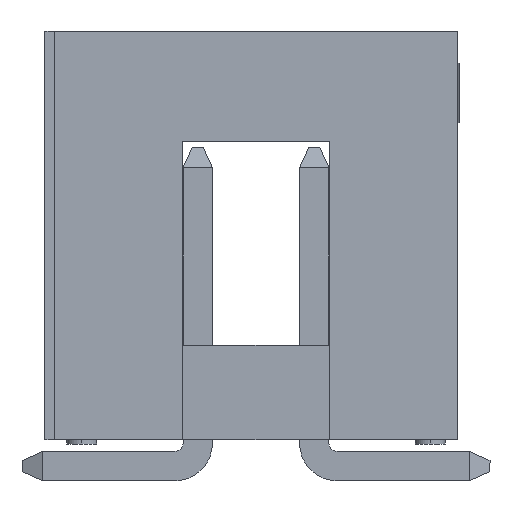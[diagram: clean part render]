
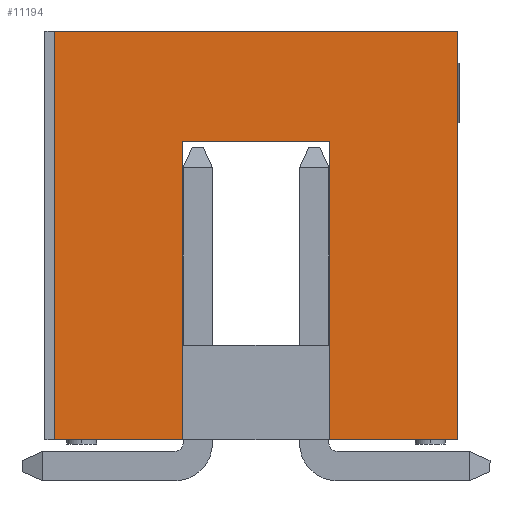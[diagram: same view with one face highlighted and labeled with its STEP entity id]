
A CAD part, front view. The second image highlights one B-rep face of the part: STEP entity #11194.
In plain terms, the highlighted face is planar.
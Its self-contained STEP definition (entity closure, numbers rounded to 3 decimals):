
#692=FACE_OUTER_BOUND('',#1123,.T.);
#1123=EDGE_LOOP('',(#8978,#8979,#8980,#8981,#8982,#8983,#8984,#8985));
#1630=LINE('',#16254,#3374);
#1631=LINE('',#16256,#3375);
#1632=LINE('',#16258,#3376);
#1633=LINE('',#16260,#3377);
#1634=LINE('',#16262,#3378);
#1635=LINE('',#16264,#3379);
#1636=LINE('',#16266,#3380);
#1637=LINE('',#16267,#3381);
#3374=VECTOR('',#13208,3.2);
#3375=VECTOR('',#13209,6.5);
#3376=VECTOR('',#13210,2.8);
#3377=VECTOR('',#13211,8.9);
#3378=VECTOR('',#13212,8.8);
#3379=VECTOR('',#13213,8.9);
#3380=VECTOR('',#13214,2.8);
#3381=VECTOR('',#13215,6.5);
#5122=VERTEX_POINT('',#16252);
#5123=VERTEX_POINT('',#16253);
#5124=VERTEX_POINT('',#16255);
#5125=VERTEX_POINT('',#16257);
#5126=VERTEX_POINT('',#16259);
#5127=VERTEX_POINT('',#16261);
#5128=VERTEX_POINT('',#16263);
#5129=VERTEX_POINT('',#16265);
#7050=EDGE_CURVE('',#5122,#5123,#1630,.T.);
#7051=EDGE_CURVE('',#5123,#5124,#1631,.T.);
#7052=EDGE_CURVE('',#5124,#5125,#1632,.T.);
#7053=EDGE_CURVE('',#5125,#5126,#1633,.T.);
#7054=EDGE_CURVE('',#5126,#5127,#1634,.T.);
#7055=EDGE_CURVE('',#5127,#5128,#1635,.T.);
#7056=EDGE_CURVE('',#5128,#5129,#1636,.T.);
#7057=EDGE_CURVE('',#5129,#5122,#1637,.T.);
#8978=ORIENTED_EDGE('',*,*,#7050,.T.);
#8979=ORIENTED_EDGE('',*,*,#7051,.T.);
#8980=ORIENTED_EDGE('',*,*,#7052,.T.);
#8981=ORIENTED_EDGE('',*,*,#7053,.T.);
#8982=ORIENTED_EDGE('',*,*,#7054,.T.);
#8983=ORIENTED_EDGE('',*,*,#7055,.T.);
#8984=ORIENTED_EDGE('',*,*,#7056,.T.);
#8985=ORIENTED_EDGE('',*,*,#7057,.T.);
#10819=PLANE('',#12481);
#11194=ADVANCED_FACE('',(#692),#10819,.T.);
#12481=AXIS2_PLACEMENT_3D('',#16251,#13206,#13207);
#13206=DIRECTION('center_axis',(-1.,0.,0.));
#13207=DIRECTION('ref_axis',(0.,0.,1.));
#13208=DIRECTION('',(0.,0.,1.));
#13209=DIRECTION('',(0.,-1.,0.));
#13210=DIRECTION('',(0.,0.,1.));
#13211=DIRECTION('',(0.,1.,0.));
#13212=DIRECTION('',(0.,0.,-1.));
#13213=DIRECTION('',(0.,-1.,0.));
#13214=DIRECTION('',(0.,0.,1.));
#13215=DIRECTION('',(0.,1.,0.));
#16251=CARTESIAN_POINT('Origin',(-16.51,-0.178,0.));
#16252=CARTESIAN_POINT('',(-16.51,6.5,-1.6));
#16253=CARTESIAN_POINT('',(-16.51,6.5,1.6));
#16254=CARTESIAN_POINT('',(-16.51,6.5,-1.6));
#16255=CARTESIAN_POINT('',(-16.51,0.,1.6));
#16256=CARTESIAN_POINT('',(-16.51,6.5,1.6));
#16257=CARTESIAN_POINT('',(-16.51,0.,4.4));
#16258=CARTESIAN_POINT('',(-16.51,0.,1.6));
#16259=CARTESIAN_POINT('',(-16.51,8.9,4.4));
#16260=CARTESIAN_POINT('',(-16.51,0.,4.4));
#16261=CARTESIAN_POINT('',(-16.51,8.9,-4.4));
#16262=CARTESIAN_POINT('',(-16.51,8.9,4.4));
#16263=CARTESIAN_POINT('',(-16.51,0.,-4.4));
#16264=CARTESIAN_POINT('',(-16.51,8.9,-4.4));
#16265=CARTESIAN_POINT('',(-16.51,0.,-1.6));
#16266=CARTESIAN_POINT('',(-16.51,0.,-4.4));
#16267=CARTESIAN_POINT('',(-16.51,0.,-1.6));
